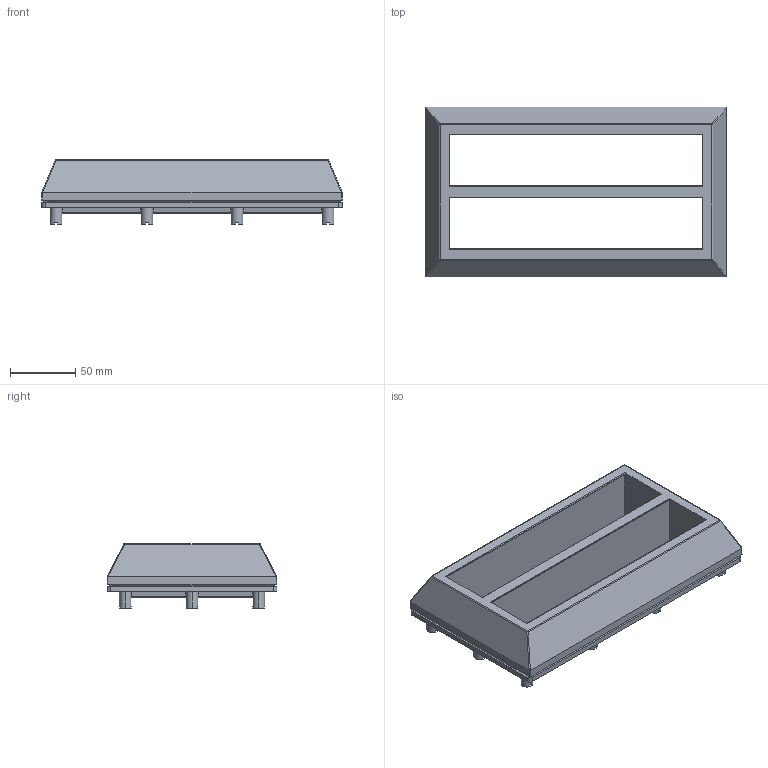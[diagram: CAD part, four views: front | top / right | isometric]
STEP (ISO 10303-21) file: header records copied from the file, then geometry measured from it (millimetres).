
FILE_DESCRIPTION((''),'2;1');
FILE_NAME('CF32.stp','2013-03-18T11:02:54',(''),(''),'Mechanical Desktop 2009','Mechanical Desktop 2009',', , ');
FILE_SCHEMA(('CONFIG_CONTROL_DESIGN'));
Length unit declared in the file: millimetre
Products named in the file (6): CF_32; MUTTER; SKRUV; PACKNING; MOTRAM; RAM
Assembly tree (23 placements, depth 2):
  CF_32
    MUTTER  x10
    SKRUV  x10
    PACKNING
    MOTRAM
    RAM
Bounding box: 230 x 130 x 49.5 mm (x, y, z)
Volume: 435085.1 mm3; surface area: 127626 mm2
Topology: 23 solids, 23 shells, 355 faces, 860 edges, 528 vertices
Faces by surface type: cylinder 138, plane 135, cone 60, bspline 10, torus 8, sphere 4
Entity records: 7735 total; most frequent: CARTESIAN_POINT 2686, DIRECTION 1066, ORIENTED_EDGE 984, EDGE_CURVE 492, AXIS2_PLACEMENT_3D 411, VERTEX_POINT 321, VECTOR 244, LINE 244
